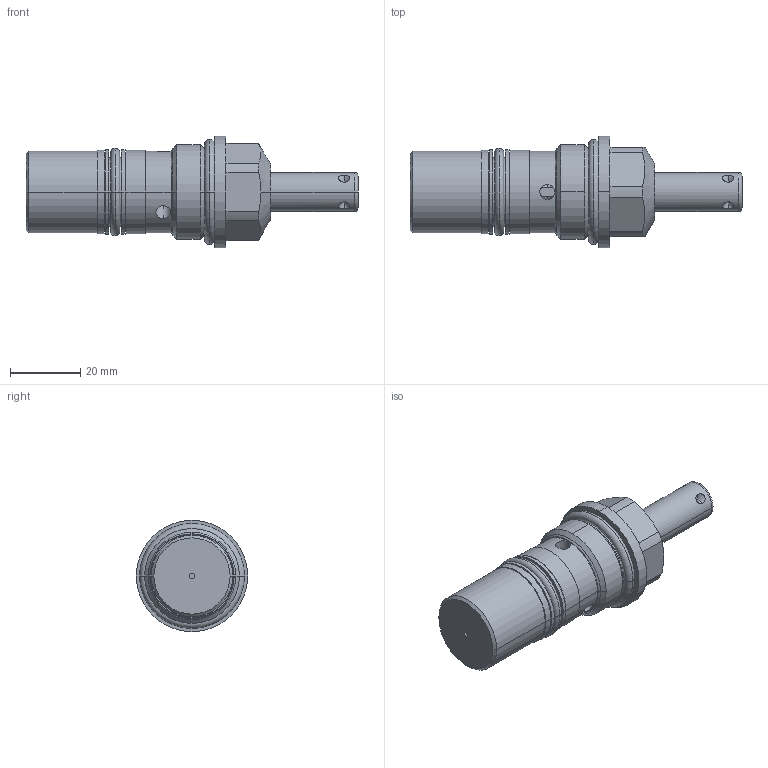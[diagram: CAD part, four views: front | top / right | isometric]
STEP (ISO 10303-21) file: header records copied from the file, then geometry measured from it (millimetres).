
FILE_DESCRIPTION((''),'2;1');
FILE_NAME('ILC25110501','2012-07-20T',('gar'),(''),'PRO/ENGINEER BY PARAMETRIC TECHNOLOGY CORPORATION, 2007460','PRO/ENGINEER BY PARAMETRIC TECHNOLOGY CORPORATION, 2007460','');
FILE_SCHEMA(('AUTOMOTIVE_DESIGN_CC2 { 1 2 10303 214 -1 1 5 2 }'));
Length unit declared in the file: inch
Products named in the file (1): ILC25110501
Bounding box: 94.59 x 31.75 x 31.75 mm (x, y, z)
Volume: 35400.2 mm3; surface area: 11419.3 mm2
Topology: 3 solids, 5 shells, 99 faces, 237 edges, 146 vertices
Faces by surface type: cylinder 46, plane 25, cone 18, torus 10
Entity records: 4334 total; most frequent: CARTESIAN_POINT 850, DIRECTION 519, ORIENTED_EDGE 446, PRESENTATION_STYLE_ASSIGNMENT 262, STYLED_ITEM 232, CURVE_STYLE 227, EDGE_CURVE 227, AXIS2_PLACEMENT_3D 220
